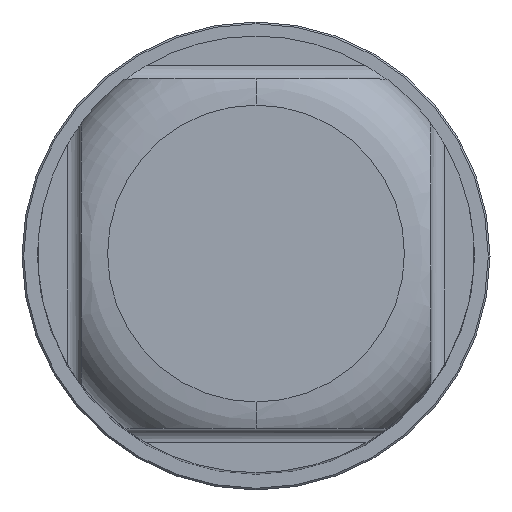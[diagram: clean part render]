
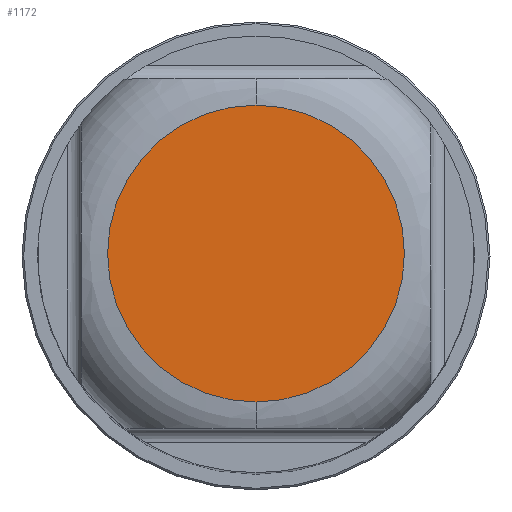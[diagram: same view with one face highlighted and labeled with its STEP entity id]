
A CAD part, top view. The second image highlights one B-rep face of the part: STEP entity #1172.
In plain terms, the highlighted planar face has unit normal (0, 0, 1).
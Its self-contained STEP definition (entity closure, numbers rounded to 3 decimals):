
#737=CARTESIAN_POINT('',(0.,0.,13.));
#738=DIRECTION('',(0.,0.,1.));
#739=DIRECTION('',(0.,1.,0.));
#740=AXIS2_PLACEMENT_3D('',#737,#738,#739);
#745=CARTESIAN_POINT('',(0.,0.,13.));
#746=DIRECTION('',(0.,0.,-1.));
#747=DIRECTION('',(0.,1.,0.));
#748=AXIS2_PLACEMENT_3D('',#745,#746,#747);
#821=CARTESIAN_POINT('',(0.,4.25,13.));
#822=CARTESIAN_POINT('',(0.,-4.25,13.));
#823=VERTEX_POINT('',#821);
#824=VERTEX_POINT('',#822);
#1163=CARTESIAN_POINT('',(0.,0.,13.));
#1164=DIRECTION('',(0.,0.,-1.));
#1165=DIRECTION('',(0.,-1.,0.));
#1166=AXIS2_PLACEMENT_3D('',#1163,#1164,#1165);
#1167=PLANE('',#1166);
#1168=ORIENTED_EDGE('',*,*,#1117,.F.);
#1169=ORIENTED_EDGE('',*,*,#984,.T.);
#1170=EDGE_LOOP('',(#1168,#1169));
#1171=FACE_OUTER_BOUND('',#1170,.F.);
#741=CIRCLE('',#740,4.25);
#749=CIRCLE('',#748,4.25);
#984=EDGE_CURVE('',#823,#824,#749,.T.);
#1117=EDGE_CURVE('',#823,#824,#741,.T.);
#1172=ADVANCED_FACE('',(#1171),#1167,.F.);
